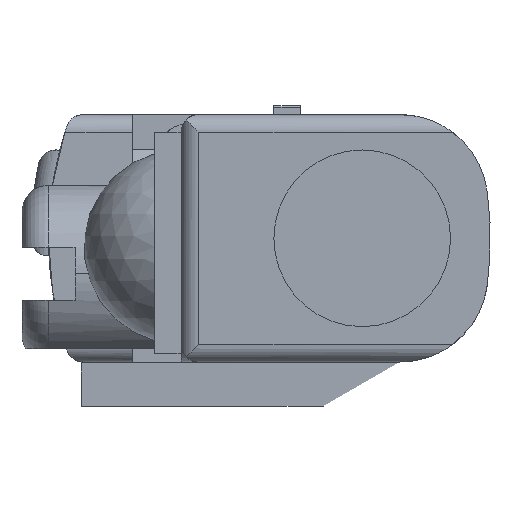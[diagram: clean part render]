
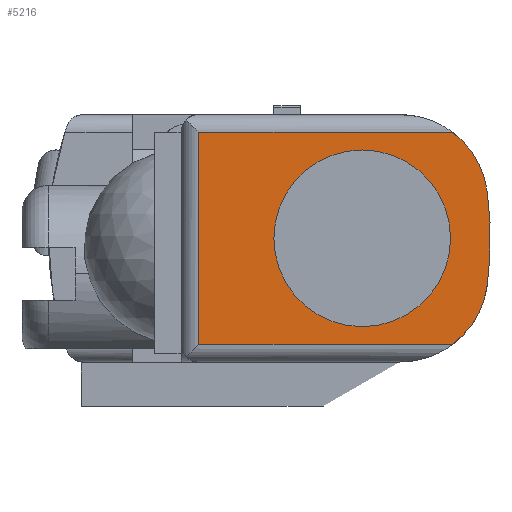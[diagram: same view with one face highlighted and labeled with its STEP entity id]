
A CAD part, left-side view. The second image highlights one B-rep face of the part: STEP entity #5216.
In plain terms, the highlighted planar face has unit normal (-1, 0, 0).
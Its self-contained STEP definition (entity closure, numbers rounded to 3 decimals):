
#533 = VERTEX_POINT('',#534);
#534 = CARTESIAN_POINT('',(0.,1.,0.));
#543 = CYLINDRICAL_SURFACE('',#544,1.);
#544 = AXIS2_PLACEMENT_3D('',#545,#546,#547);
#545 = CARTESIAN_POINT('',(-2.995,0.,0.));
#546 = DIRECTION('',(1.,0.,0.));
#547 = DIRECTION('',(0.,1.,0.));
#554 = CYLINDRICAL_SURFACE('',#555,1.);
#555 = AXIS2_PLACEMENT_3D('',#556,#557,#558);
#556 = CARTESIAN_POINT('',(-2.995,0.,0.));
#557 = DIRECTION('',(1.,0.,0.));
#558 = DIRECTION('',(0.,1.,0.));
#565 = EDGE_CURVE('',#566,#533,#568,.T.);
#566 = VERTEX_POINT('',#567);
#567 = CARTESIAN_POINT('',(0.,-1.,0.));
#568 = SURFACE_CURVE('',#569,(#574,#580),.PCURVE_S1.);
#569 = CIRCLE('',#570,1.);
#570 = AXIS2_PLACEMENT_3D('',#571,#572,#573);
#571 = CARTESIAN_POINT('',(0.,0.,0.));
#572 = DIRECTION('',(1.,-0.,0.));
#573 = DIRECTION('',(0.,1.,0.));
#574 = PCURVE('',#543,#575);
#575 = DEFINITIONAL_REPRESENTATION('',(#576),#579);
#576 = B_SPLINE_CURVE_WITH_KNOTS('',1,(#577,#578),.UNSPECIFIED.,.F.,.F.,
  (2,2),(3.142,6.283),.PIECEWISE_BEZIER_KNOTS.);
#577 = CARTESIAN_POINT('',(3.142,2.995));
#578 = CARTESIAN_POINT('',(6.283,2.995));
#579 = ( GEOMETRIC_REPRESENTATION_CONTEXT(2) 
PARAMETRIC_REPRESENTATION_CONTEXT() REPRESENTATION_CONTEXT('2D SPACE',''
  ) );
#580 = PCURVE('',#581,#586);
#581 = PLANE('',#582);
#582 = AXIS2_PLACEMENT_3D('',#583,#584,#585);
#583 = CARTESIAN_POINT('',(0.,0.,0.));
#584 = DIRECTION('',(1.,0.,0.));
#585 = DIRECTION('',(0.,0.,-1.));
#586 = DEFINITIONAL_REPRESENTATION('',(#587),#591);
#587 = CIRCLE('',#588,1.);
#588 = AXIS2_PLACEMENT_2D('',#589,#590);
#589 = CARTESIAN_POINT('',(0.,0.));
#590 = DIRECTION('',(0.,1.));
#591 = ( GEOMETRIC_REPRESENTATION_CONTEXT(2) 
PARAMETRIC_REPRESENTATION_CONTEXT() REPRESENTATION_CONTEXT('2D SPACE',''
  ) );
#3685 = CYLINDRICAL_SURFACE('',#3686,4.);
#3686 = AXIS2_PLACEMENT_3D('',#3687,#3688,#3689);
#3687 = CARTESIAN_POINT('',(0.,2.55,0.));
#3688 = DIRECTION('',(-1.,0.,0.));
#3689 = DIRECTION('',(0.,-0.991,0.133));
#3754 = VERTEX_POINT('',#3755);
#3755 = CARTESIAN_POINT('',(0.,-1.414,0.533));
#3768 = CYLINDRICAL_SURFACE('',#3769,1.);
#3769 = AXIS2_PLACEMENT_3D('',#3770,#3771,#3772);
#3770 = CARTESIAN_POINT('',(0.,-0.423,0.4));
#3771 = DIRECTION('',(-1.,0.,0.));
#3772 = DIRECTION('',(0.,0.,1.));
#3779 = EDGE_CURVE('',#3754,#3780,#3782,.T.);
#3780 = VERTEX_POINT('',#3781);
#3781 = CARTESIAN_POINT('',(0.,-1.414,-0.533));
#3782 = SURFACE_CURVE('',#3783,(#3788,#3794),.PCURVE_S1.);
#3783 = CIRCLE('',#3784,4.);
#3784 = AXIS2_PLACEMENT_3D('',#3785,#3786,#3787);
#3785 = CARTESIAN_POINT('',(0.,2.55,0.));
#3786 = DIRECTION('',(1.,0.,0.));
#3787 = DIRECTION('',(0.,-0.991,0.133));
#3788 = PCURVE('',#3685,#3789);
#3789 = DEFINITIONAL_REPRESENTATION('',(#3790),#3793);
#3790 = B_SPLINE_CURVE_WITH_KNOTS('',1,(#3791,#3792),.UNSPECIFIED.,.F.,
  .F.,(2,2),(0.,0.267),.PIECEWISE_BEZIER_KNOTS.);
#3791 = CARTESIAN_POINT('',(6.283,0.));
#3792 = CARTESIAN_POINT('',(6.016,0.));
#3793 = ( GEOMETRIC_REPRESENTATION_CONTEXT(2) 
PARAMETRIC_REPRESENTATION_CONTEXT() REPRESENTATION_CONTEXT('2D SPACE',''
  ) );
#3794 = PCURVE('',#581,#3795);
#3795 = DEFINITIONAL_REPRESENTATION('',(#3796),#3800);
#3796 = CIRCLE('',#3797,4.);
#3797 = AXIS2_PLACEMENT_2D('',#3798,#3799);
#3798 = CARTESIAN_POINT('',(0.,2.55));
#3799 = DIRECTION('',(-0.133,-0.991));
#3800 = ( GEOMETRIC_REPRESENTATION_CONTEXT(2) 
PARAMETRIC_REPRESENTATION_CONTEXT() REPRESENTATION_CONTEXT('2D SPACE',''
  ) );
#3815 = CYLINDRICAL_SURFACE('',#3816,1.);
#3816 = AXIS2_PLACEMENT_3D('',#3817,#3818,#3819);
#3817 = CARTESIAN_POINT('',(0.,-0.423,-0.4));
#3818 = DIRECTION('',(-1.,0.,0.));
#3819 = DIRECTION('',(-0.,-0.991,-0.133));
#3904 = EDGE_CURVE('',#3780,#3905,#3907,.T.);
#3905 = VERTEX_POINT('',#3906);
#3906 = CARTESIAN_POINT('',(0.,-1.023,-1.2));
#3907 = SURFACE_CURVE('',#3908,(#3913,#3919),.PCURVE_S1.);
#3908 = CIRCLE('',#3909,1.);
#3909 = AXIS2_PLACEMENT_3D('',#3910,#3911,#3912);
#3910 = CARTESIAN_POINT('',(0.,-0.423,-0.4));
#3911 = DIRECTION('',(1.,0.,0.));
#3912 = DIRECTION('',(0.,-0.991,-0.133));
#3913 = PCURVE('',#3815,#3914);
#3914 = DEFINITIONAL_REPRESENTATION('',(#3915),#3918);
#3915 = B_SPLINE_CURVE_WITH_KNOTS('',1,(#3916,#3917),.UNSPECIFIED.,.F.,
  .F.,(2,2),(0.,0.794),.PIECEWISE_BEZIER_KNOTS.);
#3916 = CARTESIAN_POINT('',(6.283,0.));
#3917 = CARTESIAN_POINT('',(5.49,0.));
#3918 = ( GEOMETRIC_REPRESENTATION_CONTEXT(2) 
PARAMETRIC_REPRESENTATION_CONTEXT() REPRESENTATION_CONTEXT('2D SPACE',''
  ) );
#3919 = PCURVE('',#581,#3920);
#3920 = DEFINITIONAL_REPRESENTATION('',(#3921),#3925);
#3921 = CIRCLE('',#3922,1.);
#3922 = AXIS2_PLACEMENT_2D('',#3923,#3924);
#3923 = CARTESIAN_POINT('',(0.4,-0.423));
#3924 = DIRECTION('',(0.133,-0.991));
#3925 = ( GEOMETRIC_REPRESENTATION_CONTEXT(2) 
PARAMETRIC_REPRESENTATION_CONTEXT() REPRESENTATION_CONTEXT('2D SPACE',''
  ) );
#3968 = CYLINDRICAL_SURFACE('',#3969,0.2);
#3969 = AXIS2_PLACEMENT_3D('',#3970,#3971,#3972);
#3970 = CARTESIAN_POINT('',(0.2,17.5,-1.2));
#3971 = DIRECTION('',(0.,1.,0.));
#3972 = DIRECTION('',(0.,0.,-1.));
#4880 = VERTEX_POINT('',#4881);
#4881 = CARTESIAN_POINT('',(0.,-1.023,1.2));
#4920 = CYLINDRICAL_SURFACE('',#4921,0.2);
#4921 = AXIS2_PLACEMENT_3D('',#4922,#4923,#4924);
#4922 = CARTESIAN_POINT('',(0.2,17.5,1.2));
#4923 = DIRECTION('',(0.,1.,0.));
#4924 = DIRECTION('',(-1.,0.,0.));
#4954 = EDGE_CURVE('',#4880,#3754,#4955,.T.);
#4955 = SURFACE_CURVE('',#4956,(#4961,#4967),.PCURVE_S1.);
#4956 = CIRCLE('',#4957,1.);
#4957 = AXIS2_PLACEMENT_3D('',#4958,#4959,#4960);
#4958 = CARTESIAN_POINT('',(0.,-0.423,0.4));
#4959 = DIRECTION('',(1.,0.,0.));
#4960 = DIRECTION('',(0.,0.,1.));
#4961 = PCURVE('',#3768,#4962);
#4962 = DEFINITIONAL_REPRESENTATION('',(#4963),#4966);
#4963 = B_SPLINE_CURVE_WITH_KNOTS('',1,(#4964,#4965),.UNSPECIFIED.,.F.,
  .F.,(2,2),(0.644,1.437),.PIECEWISE_BEZIER_KNOTS.);
#4964 = CARTESIAN_POINT('',(5.64,0.));
#4965 = CARTESIAN_POINT('',(4.846,0.));
#4966 = ( GEOMETRIC_REPRESENTATION_CONTEXT(2) 
PARAMETRIC_REPRESENTATION_CONTEXT() REPRESENTATION_CONTEXT('2D SPACE',''
  ) );
#4967 = PCURVE('',#581,#4968);
#4968 = DEFINITIONAL_REPRESENTATION('',(#4969),#4973);
#4969 = CIRCLE('',#4970,1.);
#4970 = AXIS2_PLACEMENT_2D('',#4971,#4972);
#4971 = CARTESIAN_POINT('',(-0.4,-0.423));
#4972 = DIRECTION('',(-1.,0.));
#4973 = ( GEOMETRIC_REPRESENTATION_CONTEXT(2) 
PARAMETRIC_REPRESENTATION_CONTEXT() REPRESENTATION_CONTEXT('2D SPACE',''
  ) );
#5124 = EDGE_CURVE('',#3905,#5125,#5127,.T.);
#5125 = VERTEX_POINT('',#5126);
#5126 = CARTESIAN_POINT('',(0.,1.85,-1.2));
#5127 = SURFACE_CURVE('',#5128,(#5132,#5138),.PCURVE_S1.);
#5128 = LINE('',#5129,#5130);
#5129 = CARTESIAN_POINT('',(0.,1.05,-1.2));
#5130 = VECTOR('',#5131,1.);
#5131 = DIRECTION('',(0.,1.,0.));
#5132 = PCURVE('',#3968,#5133);
#5133 = DEFINITIONAL_REPRESENTATION('',(#5134),#5137);
#5134 = B_SPLINE_CURVE_WITH_KNOTS('',1,(#5135,#5136),.UNSPECIFIED.,.F.,
  .F.,(2,2),(-2.073,0.8),.PIECEWISE_BEZIER_KNOTS.);
#5135 = CARTESIAN_POINT('',(1.571,-18.523));
#5136 = CARTESIAN_POINT('',(1.571,-15.65));
#5137 = ( GEOMETRIC_REPRESENTATION_CONTEXT(2) 
PARAMETRIC_REPRESENTATION_CONTEXT() REPRESENTATION_CONTEXT('2D SPACE',''
  ) );
#5138 = PCURVE('',#581,#5139);
#5139 = DEFINITIONAL_REPRESENTATION('',(#5140),#5144);
#5140 = LINE('',#5141,#5142);
#5141 = CARTESIAN_POINT('',(1.2,1.05));
#5142 = VECTOR('',#5143,1.);
#5143 = DIRECTION('',(0.,1.));
#5144 = ( GEOMETRIC_REPRESENTATION_CONTEXT(2) 
PARAMETRIC_REPRESENTATION_CONTEXT() REPRESENTATION_CONTEXT('2D SPACE',''
  ) );
#5183 = CYLINDRICAL_SURFACE('',#5184,0.2);
#5184 = AXIS2_PLACEMENT_3D('',#5185,#5186,#5187);
#5185 = CARTESIAN_POINT('',(0.2,1.85,5.));
#5186 = DIRECTION('',(0.,0.,1.));
#5187 = DIRECTION('',(-1.,0.,0.));
#5216 = ADVANCED_FACE('',(#5217,#5241),#581,.F.);
#5217 = FACE_BOUND('',#5218,.T.);
#5218 = EDGE_LOOP('',(#5219,#5240));
#5219 = ORIENTED_EDGE('',*,*,#5220,.T.);
#5220 = EDGE_CURVE('',#533,#566,#5221,.T.);
#5221 = SURFACE_CURVE('',#5222,(#5227,#5234),.PCURVE_S1.);
#5222 = CIRCLE('',#5223,1.);
#5223 = AXIS2_PLACEMENT_3D('',#5224,#5225,#5226);
#5224 = CARTESIAN_POINT('',(0.,0.,0.));
#5225 = DIRECTION('',(1.,-0.,0.));
#5226 = DIRECTION('',(0.,1.,0.));
#5227 = PCURVE('',#581,#5228);
#5228 = DEFINITIONAL_REPRESENTATION('',(#5229),#5233);
#5229 = CIRCLE('',#5230,1.);
#5230 = AXIS2_PLACEMENT_2D('',#5231,#5232);
#5231 = CARTESIAN_POINT('',(0.,0.));
#5232 = DIRECTION('',(0.,1.));
#5233 = ( GEOMETRIC_REPRESENTATION_CONTEXT(2) 
PARAMETRIC_REPRESENTATION_CONTEXT() REPRESENTATION_CONTEXT('2D SPACE',''
  ) );
#5234 = PCURVE('',#554,#5235);
#5235 = DEFINITIONAL_REPRESENTATION('',(#5236),#5239);
#5236 = B_SPLINE_CURVE_WITH_KNOTS('',1,(#5237,#5238),.UNSPECIFIED.,.F.,
  .F.,(2,2),(0.,3.142),.PIECEWISE_BEZIER_KNOTS.);
#5237 = CARTESIAN_POINT('',(0.,2.995));
#5238 = CARTESIAN_POINT('',(3.142,2.995));
#5239 = ( GEOMETRIC_REPRESENTATION_CONTEXT(2) 
PARAMETRIC_REPRESENTATION_CONTEXT() REPRESENTATION_CONTEXT('2D SPACE',''
  ) );
#5240 = ORIENTED_EDGE('',*,*,#565,.T.);
#5241 = FACE_BOUND('',#5242,.T.);
#5242 = EDGE_LOOP('',(#5243,#5265,#5266,#5267,#5268,#5269));
#5243 = ORIENTED_EDGE('',*,*,#5244,.F.);
#5244 = EDGE_CURVE('',#5125,#5245,#5247,.T.);
#5245 = VERTEX_POINT('',#5246);
#5246 = CARTESIAN_POINT('',(0.,1.85,1.2));
#5247 = SURFACE_CURVE('',#5248,(#5252,#5259),.PCURVE_S1.);
#5248 = LINE('',#5249,#5250);
#5249 = CARTESIAN_POINT('',(0.,1.85,0.));
#5250 = VECTOR('',#5251,1.);
#5251 = DIRECTION('',(0.,0.,1.));
#5252 = PCURVE('',#581,#5253);
#5253 = DEFINITIONAL_REPRESENTATION('',(#5254),#5258);
#5254 = LINE('',#5255,#5256);
#5255 = CARTESIAN_POINT('',(0.,1.85));
#5256 = VECTOR('',#5257,1.);
#5257 = DIRECTION('',(-1.,0.));
#5258 = ( GEOMETRIC_REPRESENTATION_CONTEXT(2) 
PARAMETRIC_REPRESENTATION_CONTEXT() REPRESENTATION_CONTEXT('2D SPACE',''
  ) );
#5259 = PCURVE('',#5183,#5260);
#5260 = DEFINITIONAL_REPRESENTATION('',(#5261),#5264);
#5261 = B_SPLINE_CURVE_WITH_KNOTS('',1,(#5262,#5263),.UNSPECIFIED.,.F.,
  .F.,(2,2),(-1.2,1.2),.PIECEWISE_BEZIER_KNOTS.);
#5262 = CARTESIAN_POINT('',(6.283,-6.2));
#5263 = CARTESIAN_POINT('',(6.283,-3.8));
#5264 = ( GEOMETRIC_REPRESENTATION_CONTEXT(2) 
PARAMETRIC_REPRESENTATION_CONTEXT() REPRESENTATION_CONTEXT('2D SPACE',''
  ) );
#5265 = ORIENTED_EDGE('',*,*,#5124,.F.);
#5266 = ORIENTED_EDGE('',*,*,#3904,.F.);
#5267 = ORIENTED_EDGE('',*,*,#3779,.F.);
#5268 = ORIENTED_EDGE('',*,*,#4954,.F.);
#5269 = ORIENTED_EDGE('',*,*,#5270,.T.);
#5270 = EDGE_CURVE('',#4880,#5245,#5271,.T.);
#5271 = SURFACE_CURVE('',#5272,(#5276,#5283),.PCURVE_S1.);
#5272 = LINE('',#5273,#5274);
#5273 = CARTESIAN_POINT('',(0.,1.05,1.2));
#5274 = VECTOR('',#5275,1.);
#5275 = DIRECTION('',(0.,1.,0.));
#5276 = PCURVE('',#581,#5277);
#5277 = DEFINITIONAL_REPRESENTATION('',(#5278),#5282);
#5278 = LINE('',#5279,#5280);
#5279 = CARTESIAN_POINT('',(-1.2,1.05));
#5280 = VECTOR('',#5281,1.);
#5281 = DIRECTION('',(0.,1.));
#5282 = ( GEOMETRIC_REPRESENTATION_CONTEXT(2) 
PARAMETRIC_REPRESENTATION_CONTEXT() REPRESENTATION_CONTEXT('2D SPACE',''
  ) );
#5283 = PCURVE('',#4920,#5284);
#5284 = DEFINITIONAL_REPRESENTATION('',(#5285),#5288);
#5285 = B_SPLINE_CURVE_WITH_KNOTS('',1,(#5286,#5287),.UNSPECIFIED.,.F.,
  .F.,(2,2),(-2.073,0.8),.PIECEWISE_BEZIER_KNOTS.);
#5286 = CARTESIAN_POINT('',(0.,-18.523));
#5287 = CARTESIAN_POINT('',(0.,-15.65));
#5288 = ( GEOMETRIC_REPRESENTATION_CONTEXT(2) 
PARAMETRIC_REPRESENTATION_CONTEXT() REPRESENTATION_CONTEXT('2D SPACE',''
  ) );
